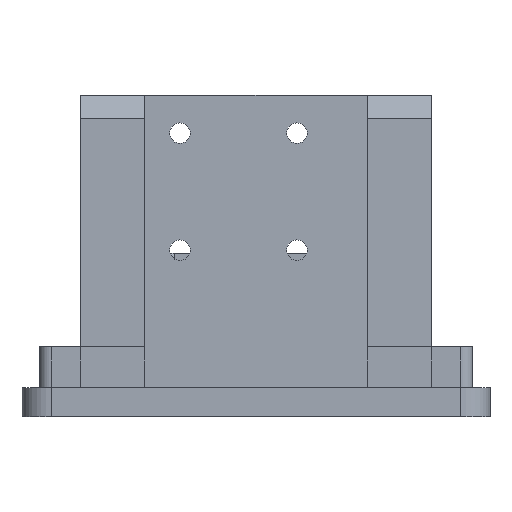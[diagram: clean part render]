
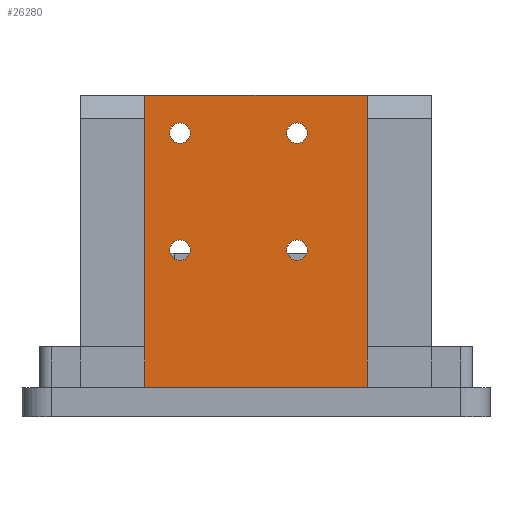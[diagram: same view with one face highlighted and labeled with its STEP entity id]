
A CAD part, left-side view. The second image highlights one B-rep face of the part: STEP entity #26280.
In plain terms, the highlighted planar face has unit normal (-1, 0, 0).
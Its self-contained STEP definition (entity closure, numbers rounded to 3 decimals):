
#7166 = PLANE('',#7167);
#7167 = AXIS2_PLACEMENT_3D('',#7168,#7169,#7170);
#7168 = CARTESIAN_POINT('',(-22.,17.,68.));
#7169 = DIRECTION('',(0.,1.,0.));
#7170 = DIRECTION('',(0.,0.,1.));
#7270 = PLANE('',#7271);
#7271 = AXIS2_PLACEMENT_3D('',#7272,#7273,#7274);
#7272 = CARTESIAN_POINT('',(-22.,17.,68.));
#7273 = DIRECTION('',(0.,0.,1.));
#7274 = DIRECTION('',(1.,0.,0.));
#7351 = PLANE('',#7352);
#7352 = AXIS2_PLACEMENT_3D('',#7353,#7354,#7355);
#7353 = CARTESIAN_POINT('',(-22.,55.,68.));
#7354 = DIRECTION('',(0.,1.,0.));
#7355 = DIRECTION('',(0.,0.,1.));
#8665 = PLANE('',#8666);
#8666 = AXIS2_PLACEMENT_3D('',#8667,#8668,#8669);
#8667 = CARTESIAN_POINT('',(-20.,6.,118.));
#8668 = DIRECTION('',(0.,0.,1.));
#8669 = DIRECTION('',(1.,0.,0.));
#14866 = VERTEX_POINT('',#14867);
#14867 = CARTESIAN_POINT('',(-16.,17.,118.));
#14888 = EDGE_CURVE('',#14889,#14866,#14891,.T.);
#14889 = VERTEX_POINT('',#14890);
#14890 = CARTESIAN_POINT('',(-16.,17.,68.));
#14891 = SURFACE_CURVE('',#14892,(#14896,#14903),.PCURVE_S1.);
#14892 = LINE('',#14893,#14894);
#14893 = CARTESIAN_POINT('',(-16.,17.,68.));
#14894 = VECTOR('',#14895,1.);
#14895 = DIRECTION('',(0.,0.,1.));
#14896 = PCURVE('',#7166,#14897);
#14897 = DEFINITIONAL_REPRESENTATION('',(#14898),#14902);
#14898 = LINE('',#14899,#14900);
#14899 = CARTESIAN_POINT('',(0.,6.));
#14900 = VECTOR('',#14901,1.);
#14901 = DIRECTION('',(1.,0.));
#14902 = ( GEOMETRIC_REPRESENTATION_CONTEXT(2) 
PARAMETRIC_REPRESENTATION_CONTEXT() REPRESENTATION_CONTEXT('2D SPACE',''
  ) );
#14903 = PCURVE('',#14904,#14909);
#14904 = PLANE('',#14905);
#14905 = AXIS2_PLACEMENT_3D('',#14906,#14907,#14908);
#14906 = CARTESIAN_POINT('',(-16.,17.,68.));
#14907 = DIRECTION('',(1.,0.,0.));
#14908 = DIRECTION('',(0.,0.,1.));
#14909 = DEFINITIONAL_REPRESENTATION('',(#14910),#14914);
#14910 = LINE('',#14911,#14912);
#14911 = CARTESIAN_POINT('',(0.,0.));
#14912 = VECTOR('',#14913,1.);
#14913 = DIRECTION('',(1.,0.));
#14914 = ( GEOMETRIC_REPRESENTATION_CONTEXT(2) 
PARAMETRIC_REPRESENTATION_CONTEXT() REPRESENTATION_CONTEXT('2D SPACE',''
  ) );
#14942 = VERTEX_POINT('',#14943);
#14943 = CARTESIAN_POINT('',(-16.,55.,68.));
#14966 = EDGE_CURVE('',#14889,#14942,#14967,.T.);
#14967 = SURFACE_CURVE('',#14968,(#14972,#14979),.PCURVE_S1.);
#14968 = LINE('',#14969,#14970);
#14969 = CARTESIAN_POINT('',(-16.,17.,68.));
#14970 = VECTOR('',#14971,1.);
#14971 = DIRECTION('',(0.,1.,0.));
#14972 = PCURVE('',#7270,#14973);
#14973 = DEFINITIONAL_REPRESENTATION('',(#14974),#14978);
#14974 = LINE('',#14975,#14976);
#14975 = CARTESIAN_POINT('',(6.,0.));
#14976 = VECTOR('',#14977,1.);
#14977 = DIRECTION('',(0.,1.));
#14978 = ( GEOMETRIC_REPRESENTATION_CONTEXT(2) 
PARAMETRIC_REPRESENTATION_CONTEXT() REPRESENTATION_CONTEXT('2D SPACE',''
  ) );
#14979 = PCURVE('',#14904,#14980);
#14980 = DEFINITIONAL_REPRESENTATION('',(#14981),#14985);
#14981 = LINE('',#14982,#14983);
#14982 = CARTESIAN_POINT('',(0.,0.));
#14983 = VECTOR('',#14984,1.);
#14984 = DIRECTION('',(0.,-1.));
#14985 = ( GEOMETRIC_REPRESENTATION_CONTEXT(2) 
PARAMETRIC_REPRESENTATION_CONTEXT() REPRESENTATION_CONTEXT('2D SPACE',''
  ) );
#15012 = VERTEX_POINT('',#15013);
#15013 = CARTESIAN_POINT('',(-16.,55.,118.));
#15039 = EDGE_CURVE('',#14942,#15012,#15040,.T.);
#15040 = SURFACE_CURVE('',#15041,(#15045,#15052),.PCURVE_S1.);
#15041 = LINE('',#15042,#15043);
#15042 = CARTESIAN_POINT('',(-16.,55.,68.));
#15043 = VECTOR('',#15044,1.);
#15044 = DIRECTION('',(0.,0.,1.));
#15045 = PCURVE('',#7351,#15046);
#15046 = DEFINITIONAL_REPRESENTATION('',(#15047),#15051);
#15047 = LINE('',#15048,#15049);
#15048 = CARTESIAN_POINT('',(0.,6.));
#15049 = VECTOR('',#15050,1.);
#15050 = DIRECTION('',(1.,0.));
#15051 = ( GEOMETRIC_REPRESENTATION_CONTEXT(2) 
PARAMETRIC_REPRESENTATION_CONTEXT() REPRESENTATION_CONTEXT('2D SPACE',''
  ) );
#15052 = PCURVE('',#14904,#15053);
#15053 = DEFINITIONAL_REPRESENTATION('',(#15054),#15058);
#15054 = LINE('',#15055,#15056);
#15055 = CARTESIAN_POINT('',(0.,-38.));
#15056 = VECTOR('',#15057,1.);
#15057 = DIRECTION('',(1.,0.));
#15058 = ( GEOMETRIC_REPRESENTATION_CONTEXT(2) 
PARAMETRIC_REPRESENTATION_CONTEXT() REPRESENTATION_CONTEXT('2D SPACE',''
  ) );
#15765 = EDGE_CURVE('',#14866,#15012,#15766,.T.);
#15766 = SURFACE_CURVE('',#15767,(#15771,#15777),.PCURVE_S1.);
#15767 = LINE('',#15768,#15769);
#15768 = CARTESIAN_POINT('',(-16.,11.5,118.));
#15769 = VECTOR('',#15770,1.);
#15770 = DIRECTION('',(0.,1.,0.));
#15771 = PCURVE('',#8665,#15772);
#15772 = DEFINITIONAL_REPRESENTATION('',(#15773),#15776);
#15773 = B_SPLINE_CURVE_WITH_KNOTS('',1,(#15774,#15775),.UNSPECIFIED.,
  .F.,.F.,(2,2),(1.7,47.3),.PIECEWISE_BEZIER_KNOTS.);
#15774 = CARTESIAN_POINT('',(4.,7.2));
#15775 = CARTESIAN_POINT('',(4.,52.8));
#15776 = ( GEOMETRIC_REPRESENTATION_CONTEXT(2) 
PARAMETRIC_REPRESENTATION_CONTEXT() REPRESENTATION_CONTEXT('2D SPACE',''
  ) );
#15777 = PCURVE('',#14904,#15778);
#15778 = DEFINITIONAL_REPRESENTATION('',(#15779),#15782);
#15779 = B_SPLINE_CURVE_WITH_KNOTS('',1,(#15780,#15781),.UNSPECIFIED.,
  .F.,.F.,(2,2),(1.7,47.3),.PIECEWISE_BEZIER_KNOTS.);
#15780 = CARTESIAN_POINT('',(50.,3.8));
#15781 = CARTESIAN_POINT('',(50.,-41.8));
#15782 = ( GEOMETRIC_REPRESENTATION_CONTEXT(2) 
PARAMETRIC_REPRESENTATION_CONTEXT() REPRESENTATION_CONTEXT('2D SPACE',''
  ) );
#26280 = ADVANCED_FACE('',(#26281,#26287,#26318,#26349,#26380),#14904,
  .F.);
#26281 = FACE_BOUND('',#26282,.F.);
#26282 = EDGE_LOOP('',(#26283,#26284,#26285,#26286));
#26283 = ORIENTED_EDGE('',*,*,#14888,.F.);
#26284 = ORIENTED_EDGE('',*,*,#14966,.T.);
#26285 = ORIENTED_EDGE('',*,*,#15039,.T.);
#26286 = ORIENTED_EDGE('',*,*,#15765,.F.);
#26287 = FACE_BOUND('',#26288,.F.);
#26288 = EDGE_LOOP('',(#26289));
#26289 = ORIENTED_EDGE('',*,*,#26290,.F.);
#26290 = EDGE_CURVE('',#26291,#26291,#26293,.T.);
#26291 = VERTEX_POINT('',#26292);
#26292 = CARTESIAN_POINT('',(-16.,49.,109.75));
#26293 = SURFACE_CURVE('',#26294,(#26299,#26306),.PCURVE_S1.);
#26294 = CIRCLE('',#26295,1.75);
#26295 = AXIS2_PLACEMENT_3D('',#26296,#26297,#26298);
#26296 = CARTESIAN_POINT('',(-16.,49.,111.5));
#26297 = DIRECTION('',(1.,0.,0.));
#26298 = DIRECTION('',(0.,0.,-1.));
#26299 = PCURVE('',#14904,#26300);
#26300 = DEFINITIONAL_REPRESENTATION('',(#26301),#26305);
#26301 = CIRCLE('',#26302,1.75);
#26302 = AXIS2_PLACEMENT_2D('',#26303,#26304);
#26303 = CARTESIAN_POINT('',(43.5,-32.));
#26304 = DIRECTION('',(-1.,-0.));
#26305 = ( GEOMETRIC_REPRESENTATION_CONTEXT(2) 
PARAMETRIC_REPRESENTATION_CONTEXT() REPRESENTATION_CONTEXT('2D SPACE',''
  ) );
#26306 = PCURVE('',#26307,#26312);
#26307 = CYLINDRICAL_SURFACE('',#26308,1.75);
#26308 = AXIS2_PLACEMENT_3D('',#26309,#26310,#26311);
#26309 = CARTESIAN_POINT('',(-35.5,49.,111.5));
#26310 = DIRECTION('',(1.,0.,0.));
#26311 = DIRECTION('',(0.,0.,-1.));
#26312 = DEFINITIONAL_REPRESENTATION('',(#26313),#26317);
#26313 = LINE('',#26314,#26315);
#26314 = CARTESIAN_POINT('',(0.,19.5));
#26315 = VECTOR('',#26316,1.);
#26316 = DIRECTION('',(1.,0.));
#26317 = ( GEOMETRIC_REPRESENTATION_CONTEXT(2) 
PARAMETRIC_REPRESENTATION_CONTEXT() REPRESENTATION_CONTEXT('2D SPACE',''
  ) );
#26318 = FACE_BOUND('',#26319,.F.);
#26319 = EDGE_LOOP('',(#26320));
#26320 = ORIENTED_EDGE('',*,*,#26321,.F.);
#26321 = EDGE_CURVE('',#26322,#26322,#26324,.T.);
#26322 = VERTEX_POINT('',#26323);
#26323 = CARTESIAN_POINT('',(-16.,49.,89.75));
#26324 = SURFACE_CURVE('',#26325,(#26330,#26337),.PCURVE_S1.);
#26325 = CIRCLE('',#26326,1.75);
#26326 = AXIS2_PLACEMENT_3D('',#26327,#26328,#26329);
#26327 = CARTESIAN_POINT('',(-16.,49.,91.5));
#26328 = DIRECTION('',(1.,0.,0.));
#26329 = DIRECTION('',(0.,0.,-1.));
#26330 = PCURVE('',#14904,#26331);
#26331 = DEFINITIONAL_REPRESENTATION('',(#26332),#26336);
#26332 = CIRCLE('',#26333,1.75);
#26333 = AXIS2_PLACEMENT_2D('',#26334,#26335);
#26334 = CARTESIAN_POINT('',(23.5,-32.));
#26335 = DIRECTION('',(-1.,-0.));
#26336 = ( GEOMETRIC_REPRESENTATION_CONTEXT(2) 
PARAMETRIC_REPRESENTATION_CONTEXT() REPRESENTATION_CONTEXT('2D SPACE',''
  ) );
#26337 = PCURVE('',#26338,#26343);
#26338 = CYLINDRICAL_SURFACE('',#26339,1.75);
#26339 = AXIS2_PLACEMENT_3D('',#26340,#26341,#26342);
#26340 = CARTESIAN_POINT('',(-35.5,49.,91.5));
#26341 = DIRECTION('',(1.,0.,0.));
#26342 = DIRECTION('',(0.,0.,-1.));
#26343 = DEFINITIONAL_REPRESENTATION('',(#26344),#26348);
#26344 = LINE('',#26345,#26346);
#26345 = CARTESIAN_POINT('',(0.,19.5));
#26346 = VECTOR('',#26347,1.);
#26347 = DIRECTION('',(1.,0.));
#26348 = ( GEOMETRIC_REPRESENTATION_CONTEXT(2) 
PARAMETRIC_REPRESENTATION_CONTEXT() REPRESENTATION_CONTEXT('2D SPACE',''
  ) );
#26349 = FACE_BOUND('',#26350,.F.);
#26350 = EDGE_LOOP('',(#26351));
#26351 = ORIENTED_EDGE('',*,*,#26352,.F.);
#26352 = EDGE_CURVE('',#26353,#26353,#26355,.T.);
#26353 = VERTEX_POINT('',#26354);
#26354 = CARTESIAN_POINT('',(-16.,29.,89.75));
#26355 = SURFACE_CURVE('',#26356,(#26361,#26368),.PCURVE_S1.);
#26356 = CIRCLE('',#26357,1.75);
#26357 = AXIS2_PLACEMENT_3D('',#26358,#26359,#26360);
#26358 = CARTESIAN_POINT('',(-16.,29.,91.5));
#26359 = DIRECTION('',(1.,-0.,0.));
#26360 = DIRECTION('',(0.,0.,-1.));
#26361 = PCURVE('',#14904,#26362);
#26362 = DEFINITIONAL_REPRESENTATION('',(#26363),#26367);
#26363 = CIRCLE('',#26364,1.75);
#26364 = AXIS2_PLACEMENT_2D('',#26365,#26366);
#26365 = CARTESIAN_POINT('',(23.5,-12.));
#26366 = DIRECTION('',(-1.,0.));
#26367 = ( GEOMETRIC_REPRESENTATION_CONTEXT(2) 
PARAMETRIC_REPRESENTATION_CONTEXT() REPRESENTATION_CONTEXT('2D SPACE',''
  ) );
#26368 = PCURVE('',#26369,#26374);
#26369 = CYLINDRICAL_SURFACE('',#26370,1.75);
#26370 = AXIS2_PLACEMENT_3D('',#26371,#26372,#26373);
#26371 = CARTESIAN_POINT('',(-35.5,29.,91.5));
#26372 = DIRECTION('',(1.,0.,0.));
#26373 = DIRECTION('',(0.,0.,-1.));
#26374 = DEFINITIONAL_REPRESENTATION('',(#26375),#26379);
#26375 = LINE('',#26376,#26377);
#26376 = CARTESIAN_POINT('',(0.,19.5));
#26377 = VECTOR('',#26378,1.);
#26378 = DIRECTION('',(1.,0.));
#26379 = ( GEOMETRIC_REPRESENTATION_CONTEXT(2) 
PARAMETRIC_REPRESENTATION_CONTEXT() REPRESENTATION_CONTEXT('2D SPACE',''
  ) );
#26380 = FACE_BOUND('',#26381,.F.);
#26381 = EDGE_LOOP('',(#26382));
#26382 = ORIENTED_EDGE('',*,*,#26383,.F.);
#26383 = EDGE_CURVE('',#26384,#26384,#26386,.T.);
#26384 = VERTEX_POINT('',#26385);
#26385 = CARTESIAN_POINT('',(-16.,29.,109.75));
#26386 = SURFACE_CURVE('',#26387,(#26392,#26399),.PCURVE_S1.);
#26387 = CIRCLE('',#26388,1.75);
#26388 = AXIS2_PLACEMENT_3D('',#26389,#26390,#26391);
#26389 = CARTESIAN_POINT('',(-16.,29.,111.5));
#26390 = DIRECTION('',(1.,-0.,0.));
#26391 = DIRECTION('',(0.,0.,-1.));
#26392 = PCURVE('',#14904,#26393);
#26393 = DEFINITIONAL_REPRESENTATION('',(#26394),#26398);
#26394 = CIRCLE('',#26395,1.75);
#26395 = AXIS2_PLACEMENT_2D('',#26396,#26397);
#26396 = CARTESIAN_POINT('',(43.5,-12.));
#26397 = DIRECTION('',(-1.,0.));
#26398 = ( GEOMETRIC_REPRESENTATION_CONTEXT(2) 
PARAMETRIC_REPRESENTATION_CONTEXT() REPRESENTATION_CONTEXT('2D SPACE',''
  ) );
#26399 = PCURVE('',#26400,#26405);
#26400 = CYLINDRICAL_SURFACE('',#26401,1.75);
#26401 = AXIS2_PLACEMENT_3D('',#26402,#26403,#26404);
#26402 = CARTESIAN_POINT('',(-35.5,29.,111.5));
#26403 = DIRECTION('',(1.,0.,0.));
#26404 = DIRECTION('',(0.,0.,-1.));
#26405 = DEFINITIONAL_REPRESENTATION('',(#26406),#26410);
#26406 = LINE('',#26407,#26408);
#26407 = CARTESIAN_POINT('',(0.,19.5));
#26408 = VECTOR('',#26409,1.);
#26409 = DIRECTION('',(1.,0.));
#26410 = ( GEOMETRIC_REPRESENTATION_CONTEXT(2) 
PARAMETRIC_REPRESENTATION_CONTEXT() REPRESENTATION_CONTEXT('2D SPACE',''
  ) );
